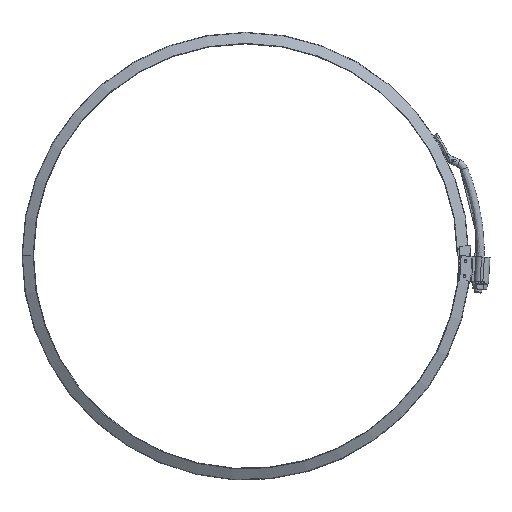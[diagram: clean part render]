
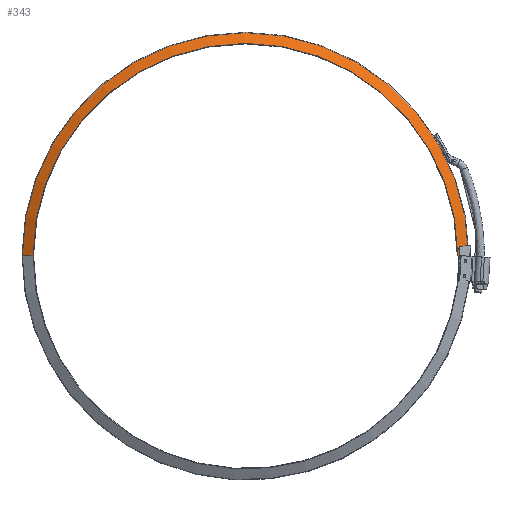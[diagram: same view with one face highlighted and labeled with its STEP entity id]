
A CAD part, top view. The second image highlights one B-rep face of the part: STEP entity #343.
In plain terms, the highlighted conical face has half-angle 60 degrees and reference radius 171.075 mm.
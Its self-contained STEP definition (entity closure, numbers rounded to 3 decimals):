
#273=CONICAL_SURFACE('',#2576,171.075,60.);
#343=ADVANCED_FACE('',(#530),#273,.T.);
#530=FACE_OUTER_BOUND('',#688,.T.);
#688=EDGE_LOOP('',(#1038,#1039,#1040,#1041));
#1038=ORIENTED_EDGE('',*,*,#1817,.T.);
#1039=ORIENTED_EDGE('',*,*,#1818,.T.);
#1040=ORIENTED_EDGE('',*,*,#1815,.F.);
#1041=ORIENTED_EDGE('',*,*,#1789,.F.);
#1538=VERTEX_POINT('',#3979);
#1540=VERTEX_POINT('',#3985);
#1555=VERTEX_POINT('',#4036);
#1556=VERTEX_POINT('',#4040);
#1789=EDGE_CURVE('',#1538,#1540,#2272,.T.);
#1815=EDGE_CURVE('',#1540,#1555,#2157,.T.);
#1817=EDGE_CURVE('',#1538,#1556,#2159,.T.);
#1818=EDGE_CURVE('',#1556,#1555,#2283,.T.);
#2157=CIRCLE('',#2572,179.475);
#2159=CIRCLE('',#2575,171.075);
#2272=LINE('',#3984,#2379);
#2283=LINE('',#4041,#2390);
#2379=VECTOR('',#2931,1.);
#2390=VECTOR('',#3000,1.);
#2572=AXIS2_PLACEMENT_3D('',#4035,#2992,#2993);
#2575=AXIS2_PLACEMENT_3D('',#4039,#2998,#2999);
#2576=AXIS2_PLACEMENT_3D('',#4042,#3001,#3002);
#2931=DIRECTION('',(-0.866,0.,-0.5));
#2992=DIRECTION('',(0.,0.,-1.));
#2993=DIRECTION('',(-1.,0.,0.));
#2998=DIRECTION('',(0.,0.,-1.));
#2999=DIRECTION('',(-1.,0.,0.));
#3000=DIRECTION('',(0.866,0.,-0.5));
#3001=DIRECTION('',(0.,0.,-1.));
#3002=DIRECTION('',(-1.,0.,0.));
#3979=CARTESIAN_POINT('',(-171.075,0.,8.086));
#3984=CARTESIAN_POINT('',(-171.075,0.,8.086));
#3985=CARTESIAN_POINT('',(-179.475,0.,3.236));
#4035=CARTESIAN_POINT('',(0.,0.,3.236));
#4036=CARTESIAN_POINT('',(179.475,0.,3.236));
#4039=CARTESIAN_POINT('',(0.,0.,8.086));
#4040=CARTESIAN_POINT('',(171.075,0.,8.086));
#4041=CARTESIAN_POINT('',(171.075,0.,8.086));
#4042=CARTESIAN_POINT('',(0.,0.,8.086));
